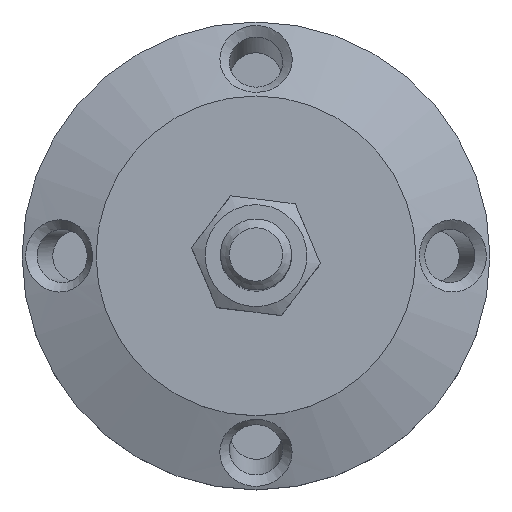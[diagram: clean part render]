
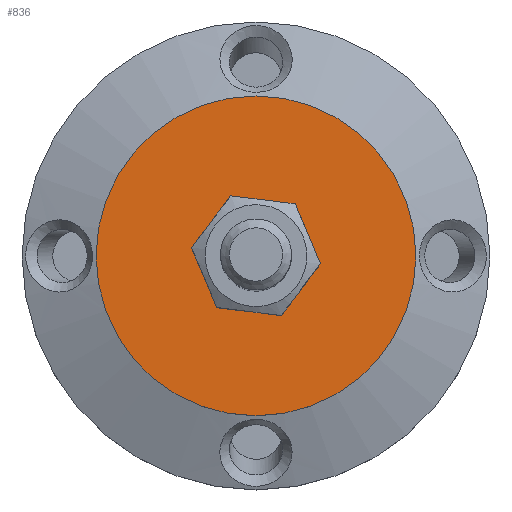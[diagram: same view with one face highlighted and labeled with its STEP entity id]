
A CAD part, top view. The second image highlights one B-rep face of the part: STEP entity #836.
In plain terms, the highlighted planar face has unit normal (0, 0, 1).
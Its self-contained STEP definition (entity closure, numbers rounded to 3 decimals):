
#131=PLANE('',#906);
#183=FACE_BOUND('',#339,.T.);
#205=CIRCLE('',#905,6.475);
#206=CIRCLE('',#907,27.);
#264=FACE_OUTER_BOUND('',#338,.T.);
#338=EDGE_LOOP('',(#642));
#339=EDGE_LOOP('',(#643));
#428=VERTEX_POINT('',#1865);
#429=VERTEX_POINT('',#1868);
#513=EDGE_CURVE('',#428,#428,#205,.T.);
#514=EDGE_CURVE('',#429,#429,#206,.T.);
#642=ORIENTED_EDGE('',*,*,#514,.F.);
#643=ORIENTED_EDGE('',*,*,#513,.T.);
#836=ADVANCED_FACE('',(#264,#183),#131,.T.);
#905=AXIS2_PLACEMENT_3D('',#1866,#1026,#1027);
#906=AXIS2_PLACEMENT_3D('',#1867,#1028,#1029);
#907=AXIS2_PLACEMENT_3D('',#1869,#1030,#1031);
#1026=DIRECTION('center_axis',(0.,0.,-1.));
#1027=DIRECTION('ref_axis',(0.,1.,0.));
#1028=DIRECTION('center_axis',(0.,0.,1.));
#1029=DIRECTION('ref_axis',(1.,0.,0.));
#1030=DIRECTION('center_axis',(0.,0.,-1.));
#1031=DIRECTION('ref_axis',(0.,1.,0.));
#1865=CARTESIAN_POINT('',(0.,6.475,17.));
#1866=CARTESIAN_POINT('Origin',(0.,0.,17.));
#1867=CARTESIAN_POINT('Origin',(0.,16.738,17.));
#1868=CARTESIAN_POINT('',(0.,27.,17.));
#1869=CARTESIAN_POINT('Origin',(0.,0.,17.));
